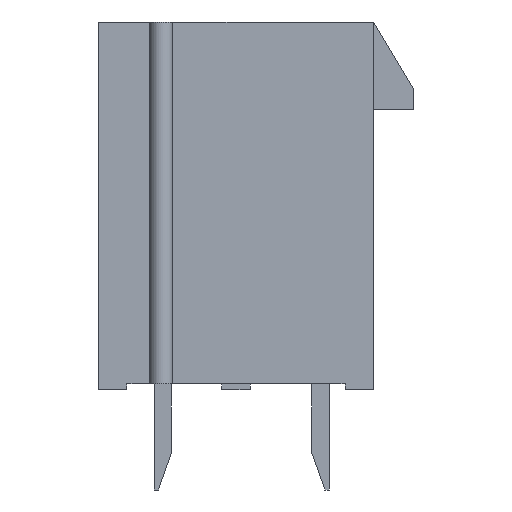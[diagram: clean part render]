
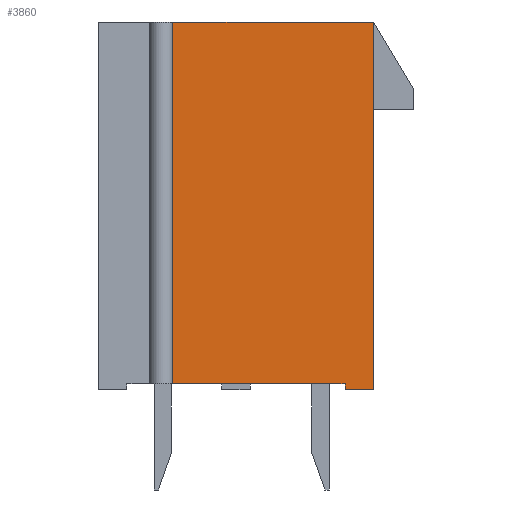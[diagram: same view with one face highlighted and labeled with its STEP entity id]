
A CAD part, left-side view. The second image highlights one B-rep face of the part: STEP entity #3860.
In plain terms, the highlighted planar face has unit normal (-1, 0, 0).
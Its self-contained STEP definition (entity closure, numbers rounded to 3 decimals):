
#998=CARTESIAN_POINT('',(-19.5,-3.6,0.2));
#999=VERTEX_POINT('',#998);
#1006=CARTESIAN_POINT('',(-19.5,2.4,0.2));
#1007=VERTEX_POINT('',#1006);
#1008=CARTESIAN_POINT('',(-19.5,-3.6,0.2));
#1009=DIRECTION('',(0.0,1.0,0.0));
#1010=VECTOR('',#1009,6.);
#1011=LINE('',#1008,#1010);
#1012=EDGE_CURVE('',#999,#1007,#1011,.T.);
#2077=CARTESIAN_POINT('',(-19.5,-4.6,12.8));
#2078=VERTEX_POINT('',#2077);
#2085=CARTESIAN_POINT('',(-19.5,-4.6,0.));
#2086=VERTEX_POINT('',#2085);
#2087=CARTESIAN_POINT('',(-19.5,-4.6,0.));
#2088=DIRECTION('',(0.0,0.0,1.0));
#2089=VECTOR('',#2088,12.8);
#2090=LINE('',#2087,#2089);
#2091=EDGE_CURVE('',#2086,#2078,#2090,.T.);
#2552=CARTESIAN_POINT('',(-19.5,-3.6,0.));
#2553=VERTEX_POINT('',#2552);
#2554=CARTESIAN_POINT('',(-19.5,-3.6,0.));
#2555=DIRECTION('',(0.0,-1.0,0.0));
#2556=VECTOR('',#2555,1.0);
#2557=LINE('',#2554,#2556);
#2558=EDGE_CURVE('',#2553,#2086,#2557,.T.);
#3366=CARTESIAN_POINT('',(-19.5,-3.6,0.));
#3367=DIRECTION('',(0.0,0.0,1.0));
#3368=VECTOR('',#3367,0.2);
#3369=LINE('',#3366,#3368);
#3370=EDGE_CURVE('',#2553,#999,#3369,.T.);
#3835=CARTESIAN_POINT('',(-19.5,0.2,0.));
#3836=DIRECTION('',(-1.0,0.0,0.0));
#3837=DIRECTION('',(0.0,-1.0,0.0));
#3838=AXIS2_PLACEMENT_3D('',#3835,#3836,#3837);
#3839=PLANE('',#3838);
#3840=CARTESIAN_POINT('',(-19.5,2.4,12.8));
#3841=VERTEX_POINT('',#3840);
#3842=CARTESIAN_POINT('',(-19.5,2.4,12.8));
#3843=DIRECTION('',(0.0,0.0,-1.0));
#3844=VECTOR('',#3843,12.6);
#3845=LINE('',#3842,#3844);
#3846=EDGE_CURVE('',#3841,#1007,#3845,.T.);
#3847=ORIENTED_EDGE('',*,*,#3846,.T.);
#3848=ORIENTED_EDGE('',*,*,#1012,.F.);
#3849=ORIENTED_EDGE('',*,*,#3370,.F.);
#3850=ORIENTED_EDGE('',*,*,#2558,.T.);
#3851=ORIENTED_EDGE('',*,*,#2091,.T.);
#3852=CARTESIAN_POINT('',(-19.5,-4.6,12.8));
#3853=DIRECTION('',(0.0,1.0,0.0));
#3854=VECTOR('',#3853,7.0);
#3855=LINE('',#3852,#3854);
#3856=EDGE_CURVE('',#2078,#3841,#3855,.T.);
#3857=ORIENTED_EDGE('',*,*,#3856,.T.);
#3858=EDGE_LOOP('',(#3847,#3848,#3849,#3850,#3851,#3857));
#3859=FACE_OUTER_BOUND('',#3858,.T.);
#3860=ADVANCED_FACE('',(#3859),#3839,.T.);
